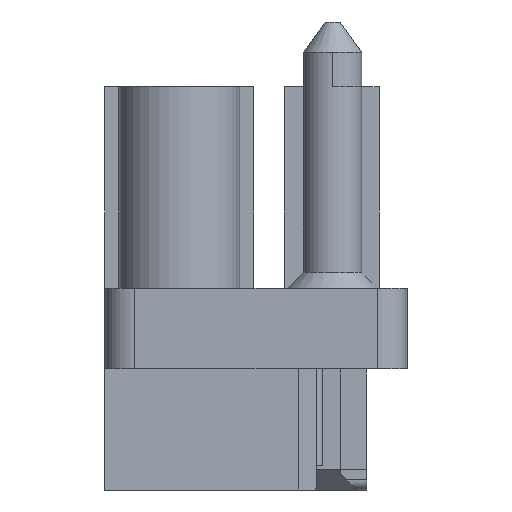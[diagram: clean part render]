
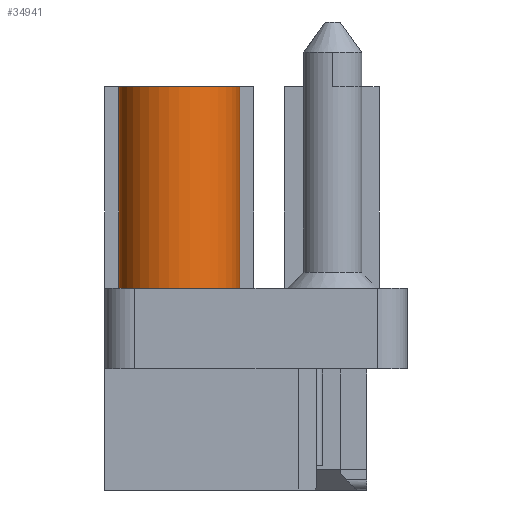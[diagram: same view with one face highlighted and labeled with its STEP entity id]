
A CAD part, left-side view. The second image highlights one B-rep face of the part: STEP entity #34941.
In plain terms, the highlighted cylindrical face has radius 3 mm (diameter 6 mm), a partial arc.
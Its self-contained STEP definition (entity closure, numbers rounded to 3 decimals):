
#1729=CARTESIAN_POINT('',(-13.5,3.8,0.));
#1730=DIRECTION('',(0.,0.,1.));
#1731=DIRECTION('',(0.,1.,0.));
#1732=AXIS2_PLACEMENT_3D('',#1729,#1730,#1731);
#4344=CARTESIAN_POINT('',(-13.5,3.8,10.));
#4345=DIRECTION('',(0.,0.,1.));
#4346=DIRECTION('',(0.,1.,0.));
#4347=AXIS2_PLACEMENT_3D('',#4344,#4345,#4346);
#11902=DIRECTION('',(0.,0.,1.));
#11903=VECTOR('',#11902,10.);
#11904=CARTESIAN_POINT('',(-13.5,0.8,0.));
#11905=LINE('',#11904,#11903);
#11906=DIRECTION('',(0.,0.,1.));
#11907=VECTOR('',#11906,10.);
#11908=CARTESIAN_POINT('',(-13.5,6.8,0.));
#11909=LINE('',#11908,#11907);
#15510=CARTESIAN_POINT('',(-13.5,6.8,10.));
#15512=VERTEX_POINT('',#15510);
#15513=CARTESIAN_POINT('',(-13.5,0.8,10.));
#15514=VERTEX_POINT('',#15513);
#15526=CARTESIAN_POINT('',(-13.5,6.8,0.));
#15528=VERTEX_POINT('',#15526);
#15529=CARTESIAN_POINT('',(-13.5,0.8,0.));
#15530=VERTEX_POINT('',#15529);
#34929=CARTESIAN_POINT('',(-13.5,3.8,0.));
#34930=DIRECTION('',(0.,0.,1.));
#34931=DIRECTION('',(1.,0.,0.));
#34932=AXIS2_PLACEMENT_3D('',#34929,#34930,#34931);
#34933=CYLINDRICAL_SURFACE('',#34932,3.);
#34934=ORIENTED_EDGE('',*,*,#21911,.F.);
#34936=ORIENTED_EDGE('',*,*,#34935,.T.);
#34937=ORIENTED_EDGE('',*,*,#23886,.T.);
#34938=ORIENTED_EDGE('',*,*,#34922,.F.);
#34939=EDGE_LOOP('',(#34934,#34936,#34937,#34938));
#34940=FACE_OUTER_BOUND('',#34939,.F.);
#34941=ADVANCED_FACE('',(#34940),#34933,.T.);
#1733=CIRCLE('',#1732,3.);
#4348=CIRCLE('',#4347,3.);
#21911=EDGE_CURVE('',#15528,#15530,#1733,.T.);
#23886=EDGE_CURVE('',#15512,#15514,#4348,.T.);
#34922=EDGE_CURVE('',#15530,#15514,#11905,.T.);
#34935=EDGE_CURVE('',#15528,#15512,#11909,.T.);
